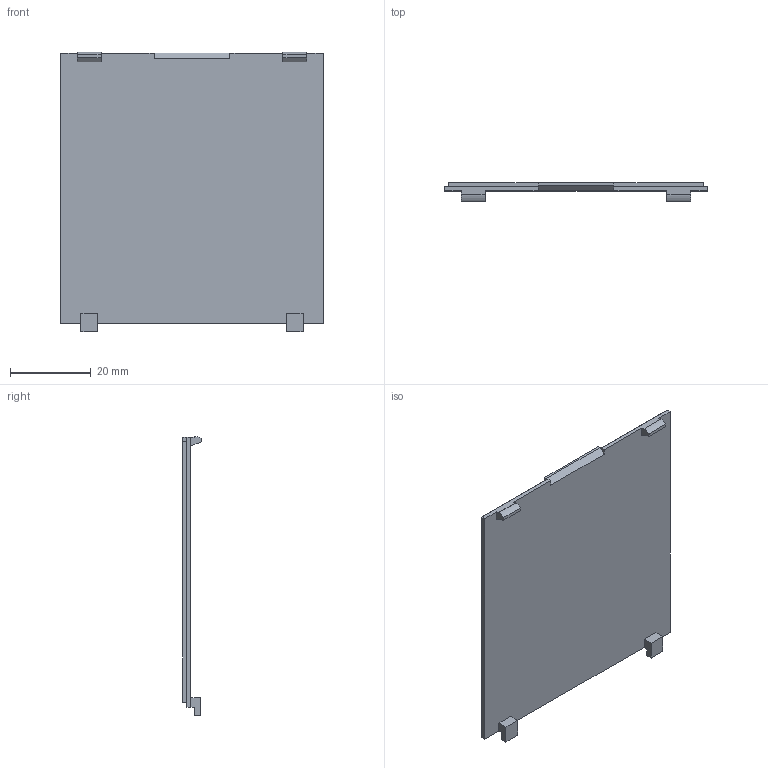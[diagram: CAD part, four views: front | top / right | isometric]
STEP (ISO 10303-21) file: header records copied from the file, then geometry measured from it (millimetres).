
FILE_DESCRIPTION (( 'STEP AP214' ), '1' );
FILE_NAME ('M102 ROM door.STEP', '2023-09-21T14:52:37', ( '' ), ( '' ), 'SwSTEP 2.0', 'SolidWorks 2023', '' );
FILE_SCHEMA (( 'AUTOMOTIVE_DESIGN' ));
Length unit declared in the file: millimetre
Products named in the file (1): M102 ROM door
Bounding box: 65 x 4.6 x 69.16 mm (x, y, z)
Volume: 8532.4 mm3; surface area: 9383.4 mm2
Topology: 1 solids, 1 shells, 43 faces, 121 edges, 80 vertices
Faces by surface type: plane 41, cylinder 2
Entity records: 1386 total; most frequent: CARTESIAN_POINT 245, ORIENTED_EDGE 242, DIRECTION 213, EDGE_CURVE 121, VECTOR 117, LINE 117, VERTEX_POINT 80, AXIS2_PLACEMENT_3D 48
